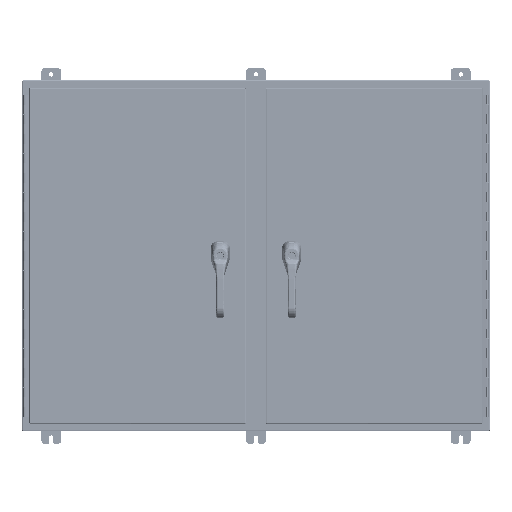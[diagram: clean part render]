
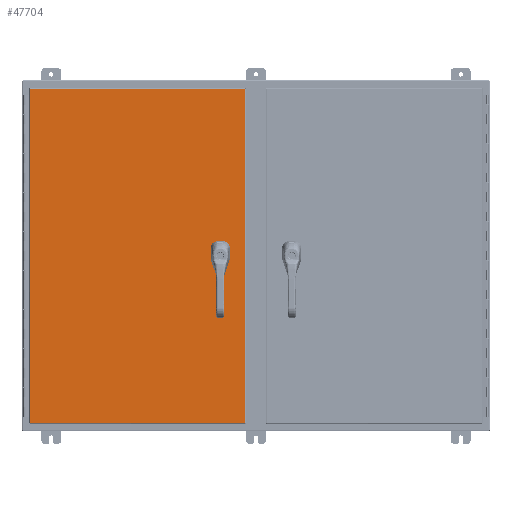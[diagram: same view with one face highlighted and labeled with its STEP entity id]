
A CAD part, top view. The second image highlights one B-rep face of the part: STEP entity #47704.
In plain terms, the highlighted planar face has unit normal (0, 0, 1).
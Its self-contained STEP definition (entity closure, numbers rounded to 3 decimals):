
#1217=FACE_BOUND('',#9393,.T.);
#1218=FACE_BOUND('',#9394,.T.);
#1219=FACE_BOUND('',#9395,.T.);
#1220=FACE_BOUND('',#9396,.T.);
#1666=CIRCLE('',#51630,0.453);
#1668=CIRCLE('',#51634,0.453);
#1670=CIRCLE('',#51638,0.453);
#1672=CIRCLE('',#51642,0.453);
#1673=CIRCLE('',#51644,0.14);
#1675=CIRCLE('',#51647,0.14);
#1677=CIRCLE('',#51650,0.14);
#6474=FACE_OUTER_BOUND('',#9392,.T.);
#9392=EDGE_LOOP('',(#33175,#33176,#33177,#33178));
#9393=EDGE_LOOP('',(#33179,#33180,#33181,#33182,#33183,#33184,#33185,#33186));
#9394=EDGE_LOOP('',(#33187));
#9395=EDGE_LOOP('',(#33188));
#9396=EDGE_LOOP('',(#33189));
#12666=LINE('',#76947,#16307);
#12670=LINE('',#76959,#16311);
#12674=LINE('',#76971,#16315);
#12678=LINE('',#76983,#16319);
#12683=LINE('',#77016,#16324);
#12695=LINE('',#77110,#16336);
#12710=LINE('',#77210,#16351);
#12725=LINE('',#77309,#16366);
#16307=VECTOR('',#58206,0.394);
#16311=VECTOR('',#58218,0.394);
#16315=VECTOR('',#58230,0.394);
#16319=VECTOR('',#58242,0.394);
#16324=VECTOR('',#58273,0.394);
#16336=VECTOR('',#58297,0.394);
#16351=VECTOR('',#58326,0.394);
#16366=VECTOR('',#58355,0.394);
#19891=VERTEX_POINT('',#76944);
#19892=VERTEX_POINT('',#76946);
#19894=VERTEX_POINT('',#76952);
#19896=VERTEX_POINT('',#76958);
#19898=VERTEX_POINT('',#76964);
#19900=VERTEX_POINT('',#76970);
#19902=VERTEX_POINT('',#76976);
#19904=VERTEX_POINT('',#76982);
#19905=VERTEX_POINT('',#76989);
#19907=VERTEX_POINT('',#76995);
#19909=VERTEX_POINT('',#77001);
#19911=VERTEX_POINT('',#77007);
#19912=VERTEX_POINT('',#77015);
#19920=VERTEX_POINT('',#77102);
#19930=VERTEX_POINT('',#77202);
#24722=EDGE_CURVE('',#19892,#19891,#12666,.T.);
#24725=EDGE_CURVE('',#19894,#19892,#1666,.T.);
#24728=EDGE_CURVE('',#19896,#19894,#12670,.T.);
#24731=EDGE_CURVE('',#19898,#19896,#1668,.T.);
#24734=EDGE_CURVE('',#19900,#19898,#12674,.T.);
#24737=EDGE_CURVE('',#19902,#19900,#1670,.T.);
#24740=EDGE_CURVE('',#19904,#19902,#12678,.T.);
#24743=EDGE_CURVE('',#19891,#19904,#1672,.T.);
#24744=EDGE_CURVE('',#19905,#19905,#1673,.T.);
#24747=EDGE_CURVE('',#19907,#19907,#1675,.T.);
#24750=EDGE_CURVE('',#19909,#19909,#1677,.T.);
#24754=EDGE_CURVE('',#19912,#19911,#12683,.T.);
#24770=EDGE_CURVE('',#19911,#19920,#12695,.T.);
#24789=EDGE_CURVE('',#19920,#19930,#12710,.T.);
#24808=EDGE_CURVE('',#19930,#19912,#12725,.T.);
#33175=ORIENTED_EDGE('',*,*,#24754,.T.);
#33176=ORIENTED_EDGE('',*,*,#24770,.T.);
#33177=ORIENTED_EDGE('',*,*,#24789,.T.);
#33178=ORIENTED_EDGE('',*,*,#24808,.T.);
#33179=ORIENTED_EDGE('',*,*,#24722,.T.);
#33180=ORIENTED_EDGE('',*,*,#24743,.T.);
#33181=ORIENTED_EDGE('',*,*,#24740,.T.);
#33182=ORIENTED_EDGE('',*,*,#24737,.T.);
#33183=ORIENTED_EDGE('',*,*,#24734,.T.);
#33184=ORIENTED_EDGE('',*,*,#24731,.T.);
#33185=ORIENTED_EDGE('',*,*,#24728,.T.);
#33186=ORIENTED_EDGE('',*,*,#24725,.T.);
#33187=ORIENTED_EDGE('',*,*,#24744,.T.);
#33188=ORIENTED_EDGE('',*,*,#24747,.T.);
#33189=ORIENTED_EDGE('',*,*,#24750,.T.);
#45259=PLANE('',#51679);
#47704=ADVANCED_FACE('',(#6474,#1217,#1218,#1219,#1220),#45259,.T.);
#51630=AXIS2_PLACEMENT_3D('',#76953,#58212,#58213);
#51634=AXIS2_PLACEMENT_3D('',#76965,#58224,#58225);
#51638=AXIS2_PLACEMENT_3D('',#76977,#58236,#58237);
#51642=AXIS2_PLACEMENT_3D('',#76987,#58248,#58249);
#51644=AXIS2_PLACEMENT_3D('',#76990,#58252,#58253);
#51647=AXIS2_PLACEMENT_3D('',#76996,#58259,#58260);
#51650=AXIS2_PLACEMENT_3D('',#77002,#58266,#58267);
#51679=AXIS2_PLACEMENT_3D('',#77395,#58380,#58381);
#58206=DIRECTION('',(0.,-1.,0.));
#58212=DIRECTION('center_axis',(0.,0.,-1.));
#58213=DIRECTION('ref_axis',(0.882,0.471,0.));
#58218=DIRECTION('',(1.,0.,0.));
#58224=DIRECTION('center_axis',(0.,0.,-1.));
#58225=DIRECTION('ref_axis',(-0.471,0.882,0.));
#58230=DIRECTION('',(0.,1.,0.));
#58236=DIRECTION('center_axis',(0.,0.,-1.));
#58237=DIRECTION('ref_axis',(-0.882,-0.471,0.));
#58242=DIRECTION('',(-1.,0.,0.));
#58248=DIRECTION('center_axis',(0.,0.,-1.));
#58249=DIRECTION('ref_axis',(0.471,-0.882,0.));
#58252=DIRECTION('center_axis',(0.,0.,-1.));
#58253=DIRECTION('ref_axis',(-1.,0.,0.));
#58259=DIRECTION('center_axis',(0.,0.,-1.));
#58260=DIRECTION('ref_axis',(-1.,0.,0.));
#58266=DIRECTION('center_axis',(0.,0.,-1.));
#58267=DIRECTION('ref_axis',(-1.,0.,0.));
#58273=DIRECTION('',(0.,-1.,0.));
#58297=DIRECTION('',(1.,0.,0.));
#58326=DIRECTION('',(0.,1.,0.));
#58355=DIRECTION('',(-1.,0.,0.));
#58380=DIRECTION('center_axis',(0.,0.,1.));
#58381=DIRECTION('ref_axis',(1.,0.,0.));
#76944=CARTESIAN_POINT('',(8.857,-0.214,0.074));
#76946=CARTESIAN_POINT('',(8.857,0.214,0.074));
#76947=CARTESIAN_POINT('',(8.857,-0.107,0.074));
#76952=CARTESIAN_POINT('',(8.671,0.4,0.074));
#76953=CARTESIAN_POINT('Origin',(8.457,0.,
0.074));
#76958=CARTESIAN_POINT('',(8.244,0.4,0.074));
#76959=CARTESIAN_POINT('',(4.335,0.4,0.074));
#76964=CARTESIAN_POINT('',(8.058,0.214,0.074));
#76965=CARTESIAN_POINT('Origin',(8.457,0.,0.074));
#76970=CARTESIAN_POINT('',(8.058,-0.214,0.074));
#76971=CARTESIAN_POINT('',(8.058,0.107,0.074));
#76976=CARTESIAN_POINT('',(8.244,-0.4,0.074));
#76977=CARTESIAN_POINT('Origin',(8.457,0.,
0.074));
#76982=CARTESIAN_POINT('',(8.671,-0.4,0.074));
#76983=CARTESIAN_POINT('',(4.122,-0.4,0.074));
#76987=CARTESIAN_POINT('Origin',(8.457,0.,0.074));
#76989=CARTESIAN_POINT('',(8.597,0.885,0.074));
#76990=CARTESIAN_POINT('Origin',(8.457,0.885,0.074));
#76995=CARTESIAN_POINT('',(8.597,-0.886,0.074));
#76996=CARTESIAN_POINT('Origin',(8.457,-0.886,0.074));
#77001=CARTESIAN_POINT('',(8.597,-1.378,0.074));
#77002=CARTESIAN_POINT('Origin',(8.457,-1.378,0.074));
#77007=CARTESIAN_POINT('',(-11.02,-17.145,0.074));
#77015=CARTESIAN_POINT('',(-11.02,17.145,0.074));
#77016=CARTESIAN_POINT('',(-11.02,8.572,0.074));
#77102=CARTESIAN_POINT('',(11.02,-17.145,0.074));
#77110=CARTESIAN_POINT('',(-5.51,-17.145,0.074));
#77202=CARTESIAN_POINT('',(11.02,17.145,0.074));
#77210=CARTESIAN_POINT('',(11.02,-8.572,0.074));
#77309=CARTESIAN_POINT('',(5.51,17.145,0.074));
#77395=CARTESIAN_POINT('Origin',(0.,0.,
0.074));
